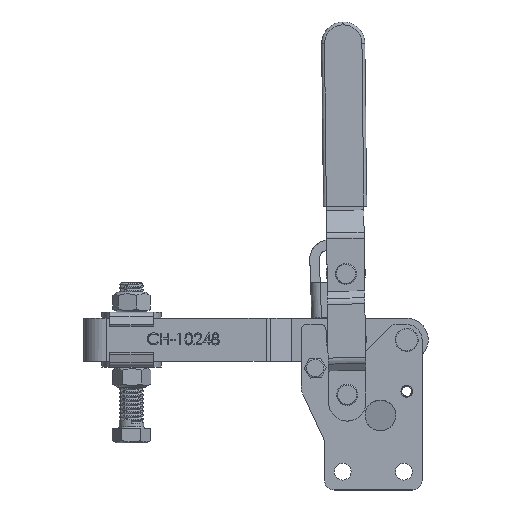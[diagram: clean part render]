
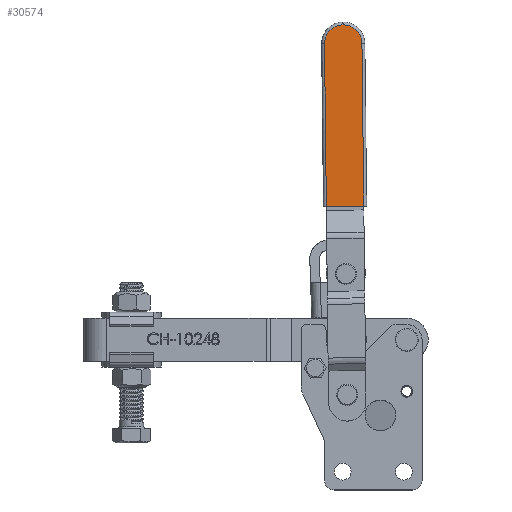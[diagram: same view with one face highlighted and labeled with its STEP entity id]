
A CAD part, top view. The second image highlights one B-rep face of the part: STEP entity #30574.
In plain terms, the highlighted planar face has unit normal (0, 0, 1).
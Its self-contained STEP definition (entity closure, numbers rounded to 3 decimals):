
#10584 = DIRECTION ( 'NONE',  ( 0., 0., 1. ) ) ;
#10585 = CARTESIAN_POINT ( 'NONE',  ( 0., 0., 13. ) ) ;
#10586 = AXIS2_PLACEMENT_3D ( 'NONE', #10585, #10584, #10641 ) ;
#10591 = CIRCLE ( 'NONE', #10586, 9.75 ) ;
#10594 = CARTESIAN_POINT ( 'NONE',  ( 9.75, 0., 13. ) ) ;
#10640 = CARTESIAN_POINT ( 'NONE',  ( 0., -9.75, 13. ) ) ;
#10641 = DIRECTION ( 'NONE',  ( 1., 0., 0. ) ) ;
#10710 = CARTESIAN_POINT ( 'NONE',  ( -84.75, 9.75, 13. ) ) ;
#10711 = DIRECTION ( 'NONE',  ( 0., -1., 0. ) ) ;
#10712 = VECTOR ( 'NONE', #10711, 1000. ) ;
#10713 = CARTESIAN_POINT ( 'NONE',  ( -84.75, -11.25, 13. ) ) ;
#10714 = LINE ( 'NONE', #10713, #10712 ) ;
#10715 = CARTESIAN_POINT ( 'NONE',  ( -84.75, -9.75, 13. ) ) ;
#10779 = DIRECTION ( 'NONE',  ( 1., 0., 0. ) ) ;
#10780 = DIRECTION ( 'NONE',  ( 0., 0., 1. ) ) ;
#10781 = CARTESIAN_POINT ( 'NONE',  ( 0., 0., 13. ) ) ;
#10782 = AXIS2_PLACEMENT_3D ( 'NONE', #10781, #10780, #10779 ) ;
#10783 = PLANE ( 'NONE',  #10782 ) ;
#10785 = FACE_OUTER_BOUND ( 'NONE', #30576, .T. ) ;
#10862 = CARTESIAN_POINT ( 'NONE',  ( 0., 9.75, 13. ) ) ;
#10863 = DIRECTION ( 'NONE',  ( 1., 0., 0. ) ) ;
#10864 = DIRECTION ( 'NONE',  ( 0., 0., 1. ) ) ;
#10865 = CARTESIAN_POINT ( 'NONE',  ( 0., 0., 13. ) ) ;
#10866 = AXIS2_PLACEMENT_3D ( 'NONE', #10865, #10864, #10863 ) ;
#10867 = CIRCLE ( 'NONE', #10866, 9.75 ) ;
#10868 = DIRECTION ( 'NONE',  ( 1., 0., 0. ) ) ;
#10869 = VECTOR ( 'NONE', #10868, 1000. ) ;
#10870 = CARTESIAN_POINT ( 'NONE',  ( 0., -9.75, 13. ) ) ;
#10871 = LINE ( 'NONE', #10870, #10869 ) ;
#10916 = DIRECTION ( 'NONE',  ( -1., 0., 0. ) ) ;
#10917 = VECTOR ( 'NONE', #10916, 1000. ) ;
#10918 = CARTESIAN_POINT ( 'NONE',  ( -84.75, 9.75, 13. ) ) ;
#10924 = LINE ( 'NONE', #10918, #10917 ) ;
#30434 = VERTEX_POINT ( 'NONE', #10594 ) ;
#30442 = EDGE_CURVE ( 'NONE', #30444, #30434, #10591, .T. ) ;
#30444 = VERTEX_POINT ( 'NONE', #10640 ) ;
#30518 = VERTEX_POINT ( 'NONE', #10715 ) ;
#30521 = EDGE_CURVE ( 'NONE', #30523, #30518, #10714, .T. ) ;
#30523 = VERTEX_POINT ( 'NONE', #10710 ) ;
#30574 = ADVANCED_FACE ( 'NONE', ( #10785 ), #10783, .T. ) ;
#30576 = EDGE_LOOP ( 'NONE', ( #30578, #30679, #30682, #30684, #30691 ) ) ;
#30578 = ORIENTED_EDGE ( 'NONE', *, *, #30521, .T. ) ;
#30679 = ORIENTED_EDGE ( 'NONE', *, *, #30680, .T. ) ;
#30680 = EDGE_CURVE ( 'NONE', #30518, #30444, #10871, .T. ) ;
#30682 = ORIENTED_EDGE ( 'NONE', *, *, #30442, .T. ) ;
#30684 = ORIENTED_EDGE ( 'NONE', *, *, #30685, .T. ) ;
#30685 = EDGE_CURVE ( 'NONE', #30434, #30687, #10867, .T. ) ;
#30687 = VERTEX_POINT ( 'NONE', #10862 ) ;
#30691 = ORIENTED_EDGE ( 'NONE', *, *, #30693, .T. ) ;
#30693 = EDGE_CURVE ( 'NONE', #30687, #30523, #10924, .T. ) ;
